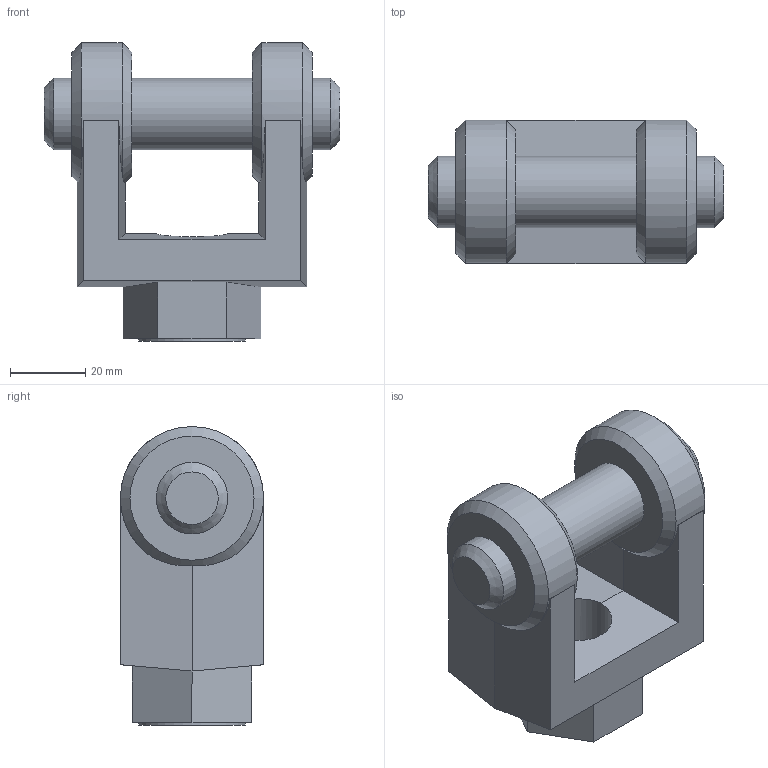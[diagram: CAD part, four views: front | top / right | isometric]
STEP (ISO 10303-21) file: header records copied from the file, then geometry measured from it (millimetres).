
FILE_DESCRIPTION(/* description */ ('Unknown'),/* implementation_level */ '2;1');
FILE_NAME(/* name */ '1309.325.13F',/* time_stamp */ '2021-12-13T14:18:22-05:00',/* author */ ('Unknown'),/* organization */ ('Unknown'),/* preprocessor_version */ 'ST-DEVELOPER v16.7',/* originating_system */ 'Solid Edge',/* authorisation */ 'Unknown');
FILE_SCHEMA (('AUTOMOTIVE_DESIGN {1 0 10303 214 3 1 1}'));
Length unit declared in the file: millimetre
Products named in the file (1): NY-325
Bounding box: 78.74 x 38.1 x 79.5 mm (x, y, z)
Volume: 95589.5 mm3; surface area: 21068.9 mm2
Topology: 1 solids, 1 shells, 45 faces, 114 edges, 73 vertices
Faces by surface type: plane 32, cylinder 7, cone 6
Full cylindrical faces by diameter (mm): 19.05 x4, 28.448 x1
Entity records: 1288 total; most frequent: CARTESIAN_POINT 250, DIRECTION 204, ORIENTED_EDGE 198, EDGE_CURVE 99, AXIS2_PLACEMENT_3D 71, VERTEX_POINT 69, LINE 62, VECTOR 62
